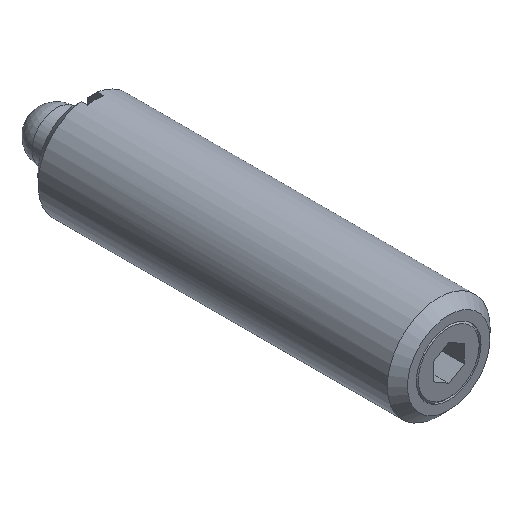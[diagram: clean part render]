
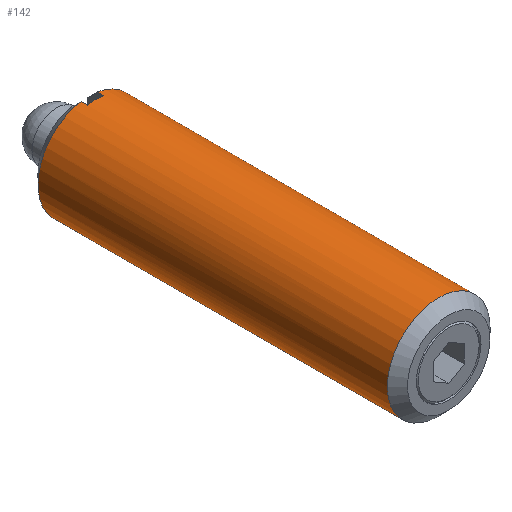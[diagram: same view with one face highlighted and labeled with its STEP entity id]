
A CAD part, isometric view. The second image highlights one B-rep face of the part: STEP entity #142.
In plain terms, the highlighted cylindrical face has radius 2.5 mm (diameter 5 mm), a full revolution.
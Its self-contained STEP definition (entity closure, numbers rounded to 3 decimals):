
#142 = ADVANCED_FACE( '', ( #291, #292 ), #293, .T. );
#291 = FACE_OUTER_BOUND( '', #436, .T. );
#292 = FACE_OUTER_BOUND( '', #437, .T. );
#293 = CYLINDRICAL_SURFACE( '', #438, 2.5 );
#436 = EDGE_LOOP( '', ( #765 ) );
#437 = EDGE_LOOP( '', ( #766, #767, #768, #769, #770, #771, #772, #773, #774, #775, #776, #777, #778, #779, #780, #781 ) );
#438 = AXIS2_PLACEMENT_3D( '', #782, #783, #784 );
#765 = ORIENTED_EDGE( '', *, *, #861, .F. );
#766 = ORIENTED_EDGE( '', *, *, #840, .F. );
#767 = ORIENTED_EDGE( '', *, *, #907, .T. );
#768 = ORIENTED_EDGE( '', *, *, #829, .T. );
#769 = ORIENTED_EDGE( '', *, *, #930, .T. );
#770 = ORIENTED_EDGE( '', *, *, #810, .T. );
#771 = ORIENTED_EDGE( '', *, *, #913, .F. );
#772 = ORIENTED_EDGE( '', *, *, #827, .F. );
#773 = ORIENTED_EDGE( '', *, *, #916, .F. );
#774 = ORIENTED_EDGE( '', *, *, #893, .T. );
#775 = ORIENTED_EDGE( '', *, *, #821, .F. );
#776 = ORIENTED_EDGE( '', *, *, #883, .F. );
#777 = ORIENTED_EDGE( '', *, *, #857, .F. );
#778 = ORIENTED_EDGE( '', *, *, #880, .T. );
#779 = ORIENTED_EDGE( '', *, *, #923, .F. );
#780 = ORIENTED_EDGE( '', *, *, #943, .F. );
#781 = ORIENTED_EDGE( '', *, *, #867, .F. );
#782 = CARTESIAN_POINT( '', ( 0., 0., 0. ) );
#783 = DIRECTION( '', ( 0., 1., 0. ) );
#784 = DIRECTION( '', ( 0., 0., -1. ) );
#810 = EDGE_CURVE( '', #948, #949, #950, .T. );
#821 = EDGE_CURVE( '', #967, #969, #970, .F. );
#827 = EDGE_CURVE( '', #978, #973, #980, .T. );
#829 = EDGE_CURVE( '', #982, #983, #984, .F. );
#840 = EDGE_CURVE( '', #1001, #1003, #1004, .T. );
#857 = EDGE_CURVE( '', #1031, #1025, #1033, .T. );
#861 = EDGE_CURVE( '', #1038, #1038, #1039, .T. );
#867 = EDGE_CURVE( '', #1003, #1047, #1048, .F. );
#880 = EDGE_CURVE( '', #1031, #1065, #1068, .T. );
#883 = EDGE_CURVE( '', #1025, #967, #1071, .T. );
#893 = EDGE_CURVE( '', #1085, #969, #1086, .T. );
#907 = EDGE_CURVE( '', #1001, #982, #1105, .F. );
#913 = EDGE_CURVE( '', #973, #949, #1111, .F. );
#916 = EDGE_CURVE( '', #1085, #978, #1114, .T. );
#923 = EDGE_CURVE( '', #1121, #1065, #1123, .F. );
#930 = EDGE_CURVE( '', #983, #948, #1131, .F. );
#943 = EDGE_CURVE( '', #1047, #1121, #1145, .F. );
#948 = VERTEX_POINT( '', #1150 );
#949 = VERTEX_POINT( '', #1151 );
#950 = CIRCLE( '', #1152, 2.5 );
#967 = VERTEX_POINT( '', #1177 );
#969 = VERTEX_POINT( '', #1180 );
#970 = LINE( '', #1181, #1182 );
#973 = VERTEX_POINT( '', #1188 );
#978 = VERTEX_POINT( '', #1194 );
#980 = CIRCLE( '', #1197, 2.5 );
#982 = VERTEX_POINT( '', #1199 );
#983 = VERTEX_POINT( '', #1200 );
#984 = LINE( '', #1201, #1202 );
#1001 = VERTEX_POINT( '', #1226 );
#1003 = VERTEX_POINT( '', #1229 );
#1004 = CIRCLE( '', #1230, 2.5 );
#1025 = VERTEX_POINT( '', #1260 );
#1031 = VERTEX_POINT( '', #1269 );
#1033 = LINE( '', #1274, #1275 );
#1038 = VERTEX_POINT( '', #1280 );
#1039 = CIRCLE( '', #1281, 2.5 );
#1047 = VERTEX_POINT( '', #1292 );
#1048 = LINE( '', #1293, #1294 );
#1065 = VERTEX_POINT( '', #1315 );
#1068 = CIRCLE( '', #1321, 2.5 );
#1071 = CIRCLE( '', #1324, 2.5 );
#1085 = VERTEX_POINT( '', #1342 );
#1086 = CIRCLE( '', #1343, 2.5 );
#1105 = LINE( '', #1371, #1372 );
#1111 = LINE( '', #1379, #1380 );
#1114 = LINE( '', #1384, #1385 );
#1121 = VERTEX_POINT( '', #1395 );
#1123 = LINE( '', #1398, #1399 );
#1131 = LINE( '', #1411, #1412 );
#1145 = LINE( '', #1429, #1430 );
#1150 = CARTESIAN_POINT( '', ( 2.475, 17.51, 0.35 ) );
#1151 = CARTESIAN_POINT( '', ( 0.4, 17.51, 2.468 ) );
#1152 = AXIS2_PLACEMENT_3D( '', #1434, #1435, #1436 );
#1177 = CARTESIAN_POINT( '', ( -0.4, 17.2, -2.468 ) );
#1180 = CARTESIAN_POINT( '', ( -0.4, 17.51, -2.468 ) );
#1181 = CARTESIAN_POINT( '', ( -0.4, 0., -2.468 ) );
#1182 = VECTOR( '', #1449, 1000. );
#1188 = CARTESIAN_POINT( '', ( 0.4, 17.2, 2.468 ) );
#1194 = CARTESIAN_POINT( '', ( -0.4, 17.2, 2.468 ) );
#1197 = AXIS2_PLACEMENT_3D( '', #1455, #1456, #1457 );
#1199 = CARTESIAN_POINT( '', ( 2.475, 9.4, 0.35 ) );
#1200 = CARTESIAN_POINT( '', ( 2.475, 16.4, 0.35 ) );
#1201 = CARTESIAN_POINT( '', ( 2.475, 0., 0.35 ) );
#1202 = VECTOR( '', #1458, 1000. );
#1226 = CARTESIAN_POINT( '', ( 2.475, 8., 0.35 ) );
#1229 = CARTESIAN_POINT( '', ( 2.475, 8., -0.35 ) );
#1230 = AXIS2_PLACEMENT_3D( '', #1467, #1468, #1469 );
#1260 = CARTESIAN_POINT( '', ( 0.4, 17.2, -2.468 ) );
#1269 = CARTESIAN_POINT( '', ( 0.4, 17.51, -2.468 ) );
#1274 = CARTESIAN_POINT( '', ( 0.4, 0., -2.468 ) );
#1275 = VECTOR( '', #1482, 1000. );
#1280 = CARTESIAN_POINT( '', ( 0., 0.491, -2.5 ) );
#1281 = AXIS2_PLACEMENT_3D( '', #1486, #1487, #1488 );
#1292 = CARTESIAN_POINT( '', ( 2.475, 9.4, -0.35 ) );
#1293 = CARTESIAN_POINT( '', ( 2.475, 0., -0.35 ) );
#1294 = VECTOR( '', #1492, 1000. );
#1315 = CARTESIAN_POINT( '', ( 2.475, 17.51, -0.35 ) );
#1321 = AXIS2_PLACEMENT_3D( '', #1512, #1513, #1514 );
#1324 = AXIS2_PLACEMENT_3D( '', #1518, #1519, #1520 );
#1342 = CARTESIAN_POINT( '', ( -0.4, 17.51, 2.468 ) );
#1343 = AXIS2_PLACEMENT_3D( '', #1531, #1532, #1533 );
#1371 = CARTESIAN_POINT( '', ( 2.475, 0., 0.35 ) );
#1372 = VECTOR( '', #1546, 1000. );
#1379 = CARTESIAN_POINT( '', ( 0.4, 0., 2.468 ) );
#1380 = VECTOR( '', #1551, 1000. );
#1384 = CARTESIAN_POINT( '', ( -0.4, 0., 2.468 ) );
#1385 = VECTOR( '', #1553, 1000. );
#1395 = CARTESIAN_POINT( '', ( 2.475, 16.4, -0.35 ) );
#1398 = CARTESIAN_POINT( '', ( 2.475, 0., -0.35 ) );
#1399 = VECTOR( '', #1558, 1000. );
#1411 = CARTESIAN_POINT( '', ( 2.475, 0., 0.35 ) );
#1412 = VECTOR( '', #1563, 1000. );
#1429 = CARTESIAN_POINT( '', ( 2.475, 0., -0.35 ) );
#1430 = VECTOR( '', #1570, 1000. );
#1434 = CARTESIAN_POINT( '', ( 0., 17.51, 0. ) );
#1435 = DIRECTION( '', ( 0., -1., 0. ) );
#1436 = DIRECTION( '', ( 0., 0., -1. ) );
#1449 = DIRECTION( '', ( 0., -1., 0. ) );
#1455 = CARTESIAN_POINT( '', ( 0., 17.2, 0. ) );
#1456 = DIRECTION( '', ( 0., 1., 0. ) );
#1457 = DIRECTION( '', ( 0., 0., 1. ) );
#1458 = DIRECTION( '', ( 0., -1., 0. ) );
#1467 = CARTESIAN_POINT( '', ( 0., 8., 0. ) );
#1468 = DIRECTION( '', ( 0., 1., 0. ) );
#1469 = DIRECTION( '', ( 0., 0., 1. ) );
#1482 = DIRECTION( '', ( 0., -1., 0. ) );
#1486 = CARTESIAN_POINT( '', ( 0., 0.491, 0. ) );
#1487 = DIRECTION( '', ( 0., -1., 0. ) );
#1488 = DIRECTION( '', ( 0., 0., -1. ) );
#1492 = DIRECTION( '', ( 0., -1., 0. ) );
#1512 = CARTESIAN_POINT( '', ( 0., 17.51, 0. ) );
#1513 = DIRECTION( '', ( 0., -1., 0. ) );
#1514 = DIRECTION( '', ( 0., 0., -1. ) );
#1518 = CARTESIAN_POINT( '', ( 0., 17.2, 0. ) );
#1519 = DIRECTION( '', ( 0., 1., 0. ) );
#1520 = DIRECTION( '', ( 0., 0., 1. ) );
#1531 = CARTESIAN_POINT( '', ( 0., 17.51, 0. ) );
#1532 = DIRECTION( '', ( 0., -1., 0. ) );
#1533 = DIRECTION( '', ( 0., 0., -1. ) );
#1546 = DIRECTION( '', ( 0., -1., 0. ) );
#1551 = DIRECTION( '', ( 0., -1., 0. ) );
#1553 = DIRECTION( '', ( 0., -1., 0. ) );
#1558 = DIRECTION( '', ( 0., -1., 0. ) );
#1563 = DIRECTION( '', ( 0., -1., 0. ) );
#1570 = DIRECTION( '', ( 0., -1., 0. ) );
